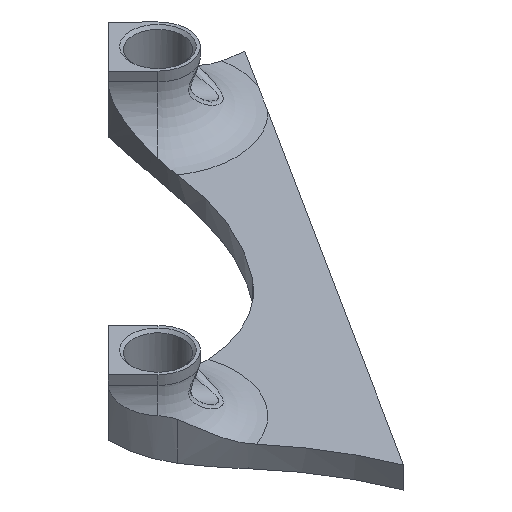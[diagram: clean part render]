
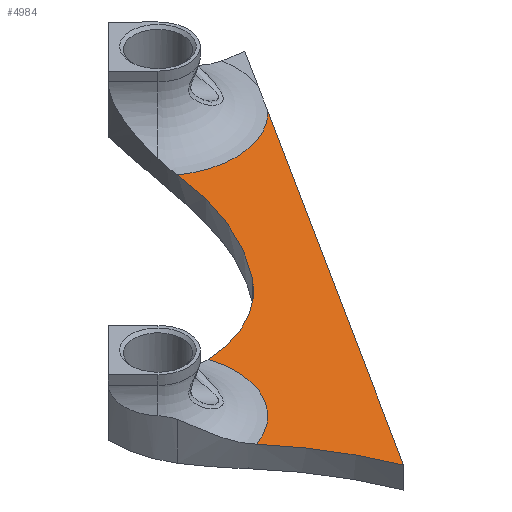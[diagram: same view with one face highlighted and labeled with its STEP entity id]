
A CAD part, isometric view. The second image highlights one B-rep face of the part: STEP entity #4984.
In plain terms, the highlighted planar face has unit normal (0, 0, 1).
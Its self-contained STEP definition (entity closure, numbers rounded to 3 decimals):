
#496 = CARTESIAN_POINT ( 'NONE',  ( 55.221, 124.374, 0. ) ) ;
#748 = PLANE ( 'NONE',  #2024 ) ;
#750 = DIRECTION ( 'NONE',  ( 0., 0., -1. ) ) ;
#751 = DIRECTION ( 'NONE',  ( 0., 1., 0. ) ) ;
#1450 = CARTESIAN_POINT ( 'NONE',  ( 22.694, 91.847, 0. ) ) ;
#1451 = DIRECTION ( 'NONE',  ( 0., 0., -1. ) ) ;
#1452 = DIRECTION ( 'NONE',  ( -1., 0., 0. ) ) ;
#2024 = AXIS2_PLACEMENT_3D ( 'NONE', #496, #750, #751 ) ;
#2055 = ORIENTED_EDGE ( 'NONE', *, *, #4415, .F. ) ;
#2081 = ORIENTED_EDGE ( 'NONE', *, *, #4412, .T. ) ;
#2089 = ORIENTED_EDGE ( 'NONE', *, *, #4431, .F. ) ;
#2123 = ORIENTED_EDGE ( 'NONE', *, *, #4565, .T. ) ;
#2141 = ORIENTED_EDGE ( 'NONE', *, *, #4561, .F. ) ;
#2171 = CARTESIAN_POINT ( 'NONE',  ( -14.999, 44.149, 0. ) ) ;
#2223 = CARTESIAN_POINT ( 'NONE',  ( -24.814, 24.669, 0. ) ) ;
#2252 = CARTESIAN_POINT ( 'NONE',  ( 3.388, 53.631, 0. ) ) ;
#2256 = CARTESIAN_POINT ( 'NONE',  ( 33.843, 81.044, 0. ) ) ;
#2258 = CARTESIAN_POINT ( 'NONE',  ( -13.749, 6.357, 0. ) ) ;
#2268 = CARTESIAN_POINT ( 'NONE',  ( 13.833, 79.099, 0. ) ) ;
#2374 = EDGE_LOOP ( 'NONE', ( #2089, #2918, #2123, #2141, #2055, #2081 ) ) ;
#2412 = FACE_OUTER_BOUND ( 'NONE', #2374, .T. ) ;
#2480 = CIRCLE ( 'NONE', #4461, 50. ) ;
#2497 = CIRCLE ( 'NONE', #4459, 15.525 ) ;
#2508 = VECTOR ( 'NONE', #3773, 1000. ) ;
#2511 = LINE ( 'NONE', #3774, #2508 ) ;
#2541 = CIRCLE ( 'NONE', #4480, 65. ) ;
#2561 = CIRCLE ( 'NONE', #4550, 25. ) ;
#2562 = CIRCLE ( 'NONE', #4481, 15.525 ) ;
#2918 = ORIENTED_EDGE ( 'NONE', *, *, #4516, .F. ) ;
#2975 = VERTEX_POINT ( 'NONE', #2223 ) ;
#2978 = VERTEX_POINT ( 'NONE', #2252 ) ;
#2994 = VERTEX_POINT ( 'NONE', #2256 ) ;
#2996 = VERTEX_POINT ( 'NONE', #2258 ) ;
#3012 = VERTEX_POINT ( 'NONE', #2268 ) ;
#3014 = VERTEX_POINT ( 'NONE', #2171 ) ;
#3086 = DIRECTION ( 'NONE',  ( 0., 0., 1. ) ) ;
#3087 = DIRECTION ( 'NONE',  ( -1., 0., 0. ) ) ;
#3090 = CARTESIAN_POINT ( 'NONE',  ( -74.155, -17.644, 0. ) ) ;
#3525 = CARTESIAN_POINT ( 'NONE',  ( -35.863, 84.606, 0. ) ) ;
#3526 = DIRECTION ( 'NONE',  ( 0., 0., 1. ) ) ;
#3527 = DIRECTION ( 'NONE',  ( 0., 1., 0. ) ) ;
#3735 = CARTESIAN_POINT ( 'NONE',  ( -29.773, 39.38, 0. ) ) ;
#3736 = DIRECTION ( 'NONE',  ( 0., 0., -1. ) ) ;
#3737 = DIRECTION ( 'NONE',  ( -1., 0., 0. ) ) ;
#3758 = DIRECTION ( 'NONE',  ( 0., 1., 0. ) ) ;
#3759 = DIRECTION ( 'NONE',  ( 0., 0., 1. ) ) ;
#3760 = CARTESIAN_POINT ( 'NONE',  ( -16.237, 69.118, 0. ) ) ;
#3773 = DIRECTION ( 'NONE',  ( -0.537, -0.843, 0. ) ) ;
#3774 = CARTESIAN_POINT ( 'NONE',  ( 41.965, 93.789, 0. ) ) ;
#4412 = EDGE_CURVE ( 'NONE', #3014, #2975, #2562, .T. ) ;
#4415 = EDGE_CURVE ( 'NONE', #3014, #2978, #2561, .T. ) ;
#4431 = EDGE_CURVE ( 'NONE', #2996, #2975, #2541, .T. ) ;
#4459 = AXIS2_PLACEMENT_3D ( 'NONE', #1450, #1451, #1452 ) ;
#4461 = AXIS2_PLACEMENT_3D ( 'NONE', #3525, #3526, #3527 ) ;
#4480 = AXIS2_PLACEMENT_3D ( 'NONE', #3090, #3086, #3087 ) ;
#4481 = AXIS2_PLACEMENT_3D ( 'NONE', #3735, #3736, #3737 ) ;
#4516 = EDGE_CURVE ( 'NONE', #2994, #2996, #2511, .T. ) ;
#4550 = AXIS2_PLACEMENT_3D ( 'NONE', #3760, #3759, #3758 ) ;
#4561 = EDGE_CURVE ( 'NONE', #2978, #3012, #2480, .T. ) ;
#4565 = EDGE_CURVE ( 'NONE', #2994, #3012, #2497, .T. ) ;
#4984 = ADVANCED_FACE ( 'NONE', ( #2412 ), #748, .F. ) ;
